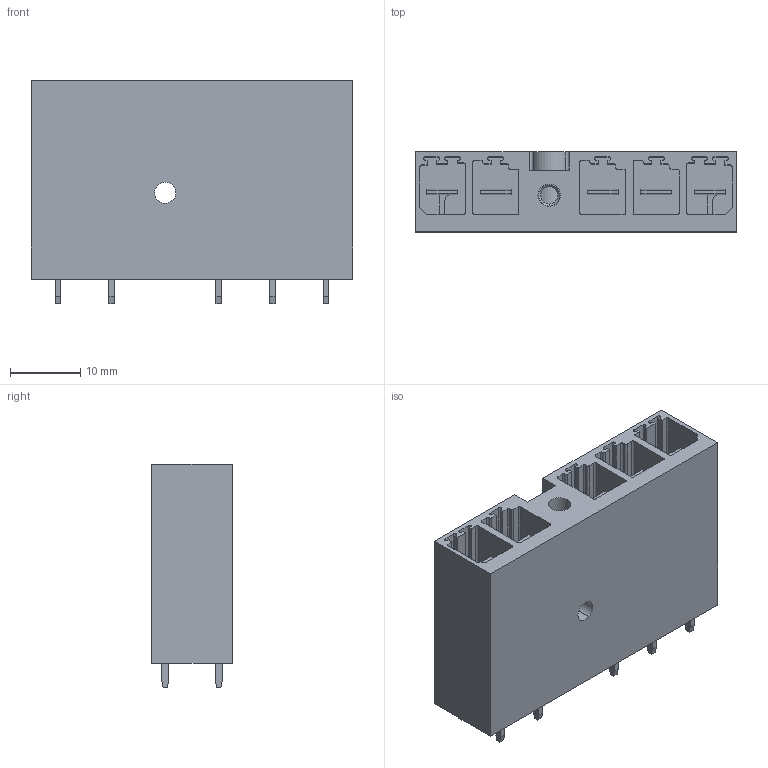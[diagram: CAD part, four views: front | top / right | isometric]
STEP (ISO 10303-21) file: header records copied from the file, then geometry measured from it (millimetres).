
FILE_DESCRIPTION(('CATIA V5 STEP Exchange','CAx-IF Rec.Pracs.--- Model Styling and Organization---1.2---2011-12-15'),'2;1');
FILE_NAME ('D1447728_0_1048620000_1048620000.stp','2018-11-30T13:58:44+00:00',('none'),('Weidmueller'),'CATIA Version 5-6 Release 2014','CATIA V5 STEP AP214','none');
FILE_SCHEMA(('AUTOMOTIVE_DESIGN { 1 0 10303 214 1 1 1 1 }'));
Length unit declared in the file: millimetre
Products named in the file (1): 1048620000
Bounding box: 45.72 x 11.4 x 31.8 mm (x, y, z)
Volume: 10460.7 mm3; surface area: 10450.1 mm2
Topology: 7 solids, 7 shells, 373 faces, 1035 edges, 676 vertices
Faces by surface type: plane 298, cylinder 73, cone 2
Entity records: 10818 total; most frequent: ORIENTED_EDGE 2070, CARTESIAN_POINT 1911, DIRECTION 1433, EDGE_CURVE 1035, VECTOR 887, LINE 887, VERTEX_POINT 676, EDGE_LOOP 399
